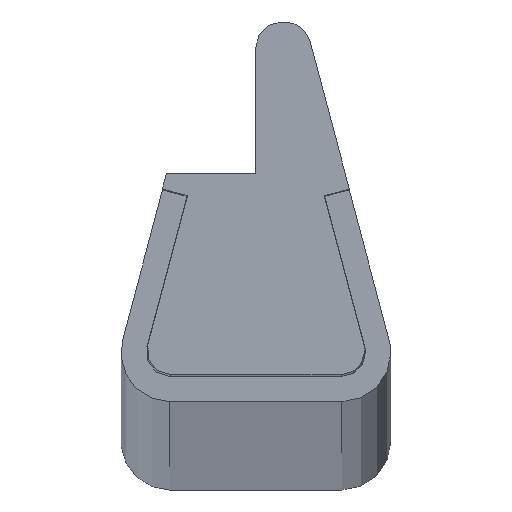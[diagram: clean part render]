
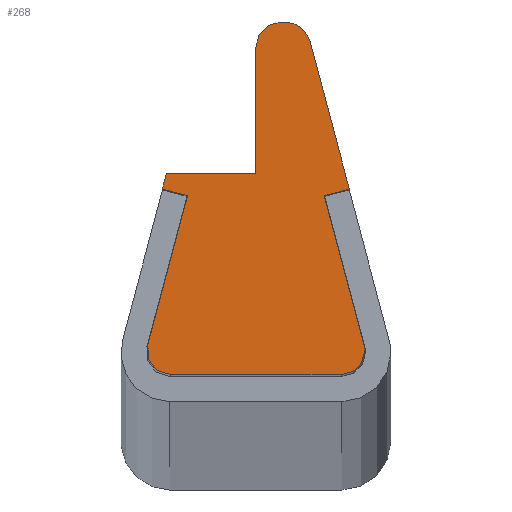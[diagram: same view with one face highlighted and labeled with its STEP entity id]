
A CAD part, top view. The second image highlights one B-rep face of the part: STEP entity #268.
In plain terms, the highlighted planar face has unit normal (0, 0, 1).
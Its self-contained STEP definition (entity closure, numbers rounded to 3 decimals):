
#56 = EDGE_CURVE ( 'NONE', #469, #630, #1090, .T. ) ;
#64 = AXIS2_PLACEMENT_3D ( 'NONE', #662, #1400, #307 ) ;
#72 = CARTESIAN_POINT ( 'NONE',  ( -4.045, 9.601, 0. ) ) ;
#85 = DIRECTION ( 'NONE',  ( 0., 0., 1. ) ) ;
#91 = VECTOR ( 'NONE', #1357, 1000. ) ;
#92 = CARTESIAN_POINT ( 'NONE',  ( 4.045, 9.601, 0. ) ) ;
#98 = DIRECTION ( 'NONE',  ( -1., 0., 0. ) ) ;
#113 = CARTESIAN_POINT ( 'NONE',  ( 5.05, -1., 0. ) ) ;
#157 = ORIENTED_EDGE ( 'NONE', *, *, #433, .T. ) ;
#161 = EDGE_CURVE ( 'NONE', #1529, #1435, #1478, .T. ) ;
#169 = ORIENTED_EDGE ( 'NONE', *, *, #549, .T. ) ;
#199 = CIRCLE ( 'NONE', #1313, 1.5 ) ;
#213 = EDGE_CURVE ( 'NONE', #1223, #285, #538, .T. ) ;
#215 = ORIENTED_EDGE ( 'NONE', *, *, #161, .T. ) ;
#222 = EDGE_CURVE ( 'NONE', #1364, #401, #803, .T. ) ;
#227 = DIRECTION ( 'NONE',  ( -1., 0., 0. ) ) ;
#229 = CIRCLE ( 'NONE', #489, 1.4 ) ;
#230 = DIRECTION ( 'NONE',  ( 1., 0., 0. ) ) ;
#244 = AXIS2_PLACEMENT_3D ( 'NONE', #597, #85, #347 ) ;
#256 = ORIENTED_EDGE ( 'NONE', *, *, #288, .T. ) ;
#268 = ADVANCED_FACE ( 'NONE', ( #558 ), #1282, .T. ) ;
#281 = CARTESIAN_POINT ( 'NONE',  ( 5.543, 10., 0. ) ) ;
#284 = CARTESIAN_POINT ( 'NONE',  ( 0., 18.4, 0. ) ) ;
#285 = VERTEX_POINT ( 'NONE', #1197 ) ;
#288 = EDGE_CURVE ( 'NONE', #910, #469, #1335, .T. ) ;
#307 = DIRECTION ( 'NONE',  ( -1., 0., 0. ) ) ;
#332 = DIRECTION ( 'NONE',  ( 0.966, -0.258, 0. ) ) ;
#335 = EDGE_LOOP ( 'NONE', ( #157, #215, #890, #863, #1420, #435, #986, #367, #1053, #1277, #956, #256, #1330, #169, #530 ) ) ;
#339 = DIRECTION ( 'NONE',  ( 0., 0., 1. ) ) ;
#347 = DIRECTION ( 'NONE',  ( 1., 0., 0. ) ) ;
#367 = ORIENTED_EDGE ( 'NONE', *, *, #923, .T. ) ;
#401 = VERTEX_POINT ( 'NONE', #668 ) ;
#414 = VECTOR ( 'NONE', #98, 1000. ) ;
#433 = EDGE_CURVE ( 'NONE', #401, #1529, #1500, .T. ) ;
#435 = ORIENTED_EDGE ( 'NONE', *, *, #473, .T. ) ;
#463 = EDGE_CURVE ( 'NONE', #697, #1029, #587, .T. ) ;
#469 = VERTEX_POINT ( 'NONE', #1289 ) ;
#471 = DIRECTION ( 'NONE',  ( -0.258, 0.966, 0. ) ) ;
#473 = EDGE_CURVE ( 'NONE', #1102, #1223, #1064, .T. ) ;
#479 = DIRECTION ( 'NONE',  ( 0.966, 0.258, 0. ) ) ;
#489 = AXIS2_PLACEMENT_3D ( 'NONE', #796, #1528, #1145 ) ;
#524 = CARTESIAN_POINT ( 'NONE',  ( 3.2, 18.786, 0. ) ) ;
#530 = ORIENTED_EDGE ( 'NONE', *, *, #222, .T. ) ;
#538 = CIRCLE ( 'NONE', #64, 1.4 ) ;
#539 = DIRECTION ( 'NONE',  ( 0., 0., 1. ) ) ;
#545 = CARTESIAN_POINT ( 'NONE',  ( -5.05, -1., 0. ) ) ;
#549 = EDGE_CURVE ( 'NONE', #630, #1364, #199, .T. ) ;
#550 = DIRECTION ( 'NONE',  ( -0.258, 0.966, 0. ) ) ;
#555 = CARTESIAN_POINT ( 'NONE',  ( 5.05, 0.4, 0. ) ) ;
#556 = EDGE_CURVE ( 'NONE', #1029, #1403, #1079, .T. ) ;
#558 = FACE_OUTER_BOUND ( 'NONE', #335, .T. ) ;
#569 = AXIS2_PLACEMENT_3D ( 'NONE', #555, #539, #1139 ) ;
#586 = VERTEX_POINT ( 'NONE', #1093 ) ;
#587 = LINE ( 'NONE', #92, #1519 ) ;
#596 = DIRECTION ( 'NONE',  ( 1., 0., 0. ) ) ;
#597 = CARTESIAN_POINT ( 'NONE',  ( -5.05, 0.4, 0. ) ) ;
#630 = VERTEX_POINT ( 'NONE', #728 ) ;
#638 = AXIS2_PLACEMENT_3D ( 'NONE', #1426, #339, #230 ) ;
#657 = LINE ( 'NONE', #281, #1543 ) ;
#662 = CARTESIAN_POINT ( 'NONE',  ( 5.05, 0.4, 0. ) ) ;
#668 = CARTESIAN_POINT ( 'NONE',  ( 0., 10.9, 0. ) ) ;
#697 = VERTEX_POINT ( 'NONE', #854 ) ;
#728 = CARTESIAN_POINT ( 'NONE',  ( 1.5, 19.9, 0. ) ) ;
#741 = CARTESIAN_POINT ( 'NONE',  ( 0., 18.4, 0. ) ) ;
#743 = VECTOR ( 'NONE', #1239, 1000. ) ;
#784 = CARTESIAN_POINT ( 'NONE',  ( -5.543, 10., 0. ) ) ;
#796 = CARTESIAN_POINT ( 'NONE',  ( -5.05, 0.4, 0. ) ) ;
#803 = LINE ( 'NONE', #284, #1409 ) ;
#824 = VECTOR ( 'NONE', #332, 1000. ) ;
#848 = EDGE_CURVE ( 'NONE', #1194, #586, #1481, .T. ) ;
#854 = CARTESIAN_POINT ( 'NONE',  ( 6.403, 0.761, 0. ) ) ;
#863 = ORIENTED_EDGE ( 'NONE', *, *, #848, .T. ) ;
#890 = ORIENTED_EDGE ( 'NONE', *, *, #1231, .T. ) ;
#908 = CARTESIAN_POINT ( 'NONE',  ( 5.543, 10., 0. ) ) ;
#910 = VERTEX_POINT ( 'NONE', #524 ) ;
#923 = EDGE_CURVE ( 'NONE', #285, #697, #1188, .T. ) ;
#948 = EDGE_CURVE ( 'NONE', #1403, #910, #657, .T. ) ;
#956 = ORIENTED_EDGE ( 'NONE', *, *, #948, .T. ) ;
#962 = CARTESIAN_POINT ( 'NONE',  ( 1.5, 19.9, 0. ) ) ;
#985 = VECTOR ( 'NONE', #596, 1000. ) ;
#986 = ORIENTED_EDGE ( 'NONE', *, *, #213, .T. ) ;
#1015 = CARTESIAN_POINT ( 'NONE',  ( 0., 10.9, 0. ) ) ;
#1029 = VERTEX_POINT ( 'NONE', #1278 ) ;
#1053 = ORIENTED_EDGE ( 'NONE', *, *, #463, .T. ) ;
#1064 = LINE ( 'NONE', #1440, #985 ) ;
#1066 = VECTOR ( 'NONE', #479, 1000. ) ;
#1067 = LINE ( 'NONE', #1302, #824 ) ;
#1079 = LINE ( 'NONE', #1558, #1066 ) ;
#1090 = LINE ( 'NONE', #962, #414 ) ;
#1093 = CARTESIAN_POINT ( 'NONE',  ( -6.403, 0.761, 0. ) ) ;
#1102 = VERTEX_POINT ( 'NONE', #545 ) ;
#1133 = DIRECTION ( 'NONE',  ( 0., -1., 0. ) ) ;
#1135 = EDGE_CURVE ( 'NONE', #586, #1102, #229, .T. ) ;
#1139 = DIRECTION ( 'NONE',  ( -1., 0., 0. ) ) ;
#1141 = DIRECTION ( 'NONE',  ( -1., 0., 0. ) ) ;
#1145 = DIRECTION ( 'NONE',  ( 1., 0., 0. ) ) ;
#1188 = CIRCLE ( 'NONE', #569, 1.4 ) ;
#1194 = VERTEX_POINT ( 'NONE', #72 ) ;
#1197 = CARTESIAN_POINT ( 'NONE',  ( 6.45, 0.4, 0. ) ) ;
#1202 = CARTESIAN_POINT ( 'NONE',  ( -5.303, 10.9, 0. ) ) ;
#1223 = VERTEX_POINT ( 'NONE', #113 ) ;
#1231 = EDGE_CURVE ( 'NONE', #1435, #1194, #1067, .T. ) ;
#1239 = DIRECTION ( 'NONE',  ( -0.258, -0.966, 0. ) ) ;
#1248 = CARTESIAN_POINT ( 'NONE',  ( -5.543, 10., 0. ) ) ;
#1257 = CARTESIAN_POINT ( 'NONE',  ( -4.045, 9.601, 0. ) ) ;
#1277 = ORIENTED_EDGE ( 'NONE', *, *, #556, .T. ) ;
#1278 = CARTESIAN_POINT ( 'NONE',  ( 4.045, 9.601, 0. ) ) ;
#1282 = PLANE ( 'NONE',  #244 ) ;
#1285 = VECTOR ( 'NONE', #1141, 1000. ) ;
#1289 = CARTESIAN_POINT ( 'NONE',  ( 1.751, 19.9, 0. ) ) ;
#1302 = CARTESIAN_POINT ( 'NONE',  ( -5.543, 10., 0. ) ) ;
#1311 = DIRECTION ( 'NONE',  ( 0., 0., 1. ) ) ;
#1313 = AXIS2_PLACEMENT_3D ( 'NONE', #1414, #1311, #227 ) ;
#1330 = ORIENTED_EDGE ( 'NONE', *, *, #56, .T. ) ;
#1335 = CIRCLE ( 'NONE', #638, 1.5 ) ;
#1357 = DIRECTION ( 'NONE',  ( -0.258, -0.966, 0. ) ) ;
#1364 = VERTEX_POINT ( 'NONE', #741 ) ;
#1400 = DIRECTION ( 'NONE',  ( 0., 0., 1. ) ) ;
#1403 = VERTEX_POINT ( 'NONE', #908 ) ;
#1409 = VECTOR ( 'NONE', #1133, 1000. ) ;
#1414 = CARTESIAN_POINT ( 'NONE',  ( 1.5, 18.4, 0. ) ) ;
#1420 = ORIENTED_EDGE ( 'NONE', *, *, #1135, .T. ) ;
#1426 = CARTESIAN_POINT ( 'NONE',  ( 1.751, 18.4, 0. ) ) ;
#1435 = VERTEX_POINT ( 'NONE', #784 ) ;
#1440 = CARTESIAN_POINT ( 'NONE',  ( 5.05, -1., 0. ) ) ;
#1478 = LINE ( 'NONE', #1248, #743 ) ;
#1481 = LINE ( 'NONE', #1257, #91 ) ;
#1500 = LINE ( 'NONE', #1015, #1285 ) ;
#1519 = VECTOR ( 'NONE', #471, 1000. ) ;
#1528 = DIRECTION ( 'NONE',  ( 0., 0., 1. ) ) ;
#1529 = VERTEX_POINT ( 'NONE', #1202 ) ;
#1543 = VECTOR ( 'NONE', #550, 1000. ) ;
#1558 = CARTESIAN_POINT ( 'NONE',  ( 5.543, 10., 0. ) ) ;
